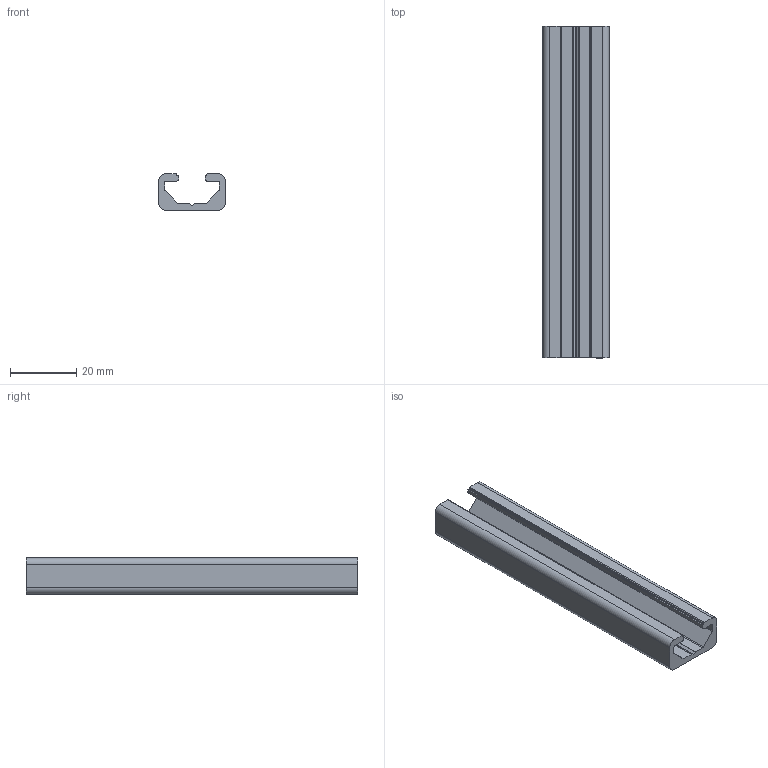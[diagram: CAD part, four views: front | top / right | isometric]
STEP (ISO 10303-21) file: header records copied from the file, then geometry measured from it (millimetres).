
FILE_DESCRIPTION( ( 'Unknown' ), '1' );
FILE_NAME( '6118025', 'Unknown', ( 'Unknown' ), ( 'JUGARD+KÜNSTNER GmbH' ), 'XStep 1.0', 'Unknown', ' ' );
FILE_SCHEMA( ( 'automotive_design' ) );
Length unit declared in the file: millimetre
Products named in the file (1): 1
Bounding box: 20 x 100 x 11 mm (x, y, z)
Volume: 10212.9 mm3; surface area: 8974.1 mm2
Topology: 1 solids, 1 shells, 42 faces, 120 edges, 80 vertices
Faces by surface type: plane 23, cylinder 19
Entity records: 1734 total; most frequent: DIRECTION 244, CARTESIAN_POINT 243, ORIENTED_EDGE 240, EDGE_CURVE 120, LINE 82, VECTOR 82, AXIS2_PLACEMENT_3D 81, VERTEX_POINT 80
